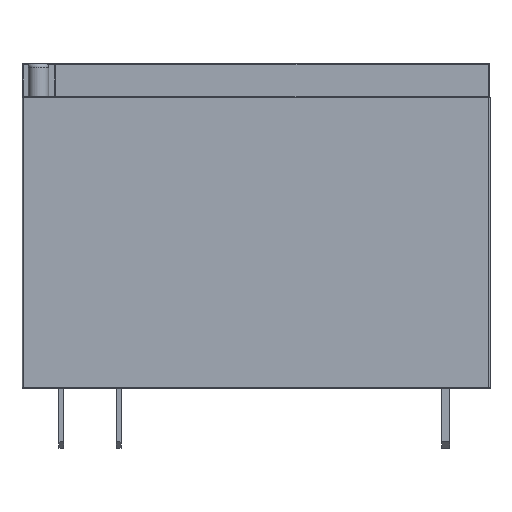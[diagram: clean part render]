
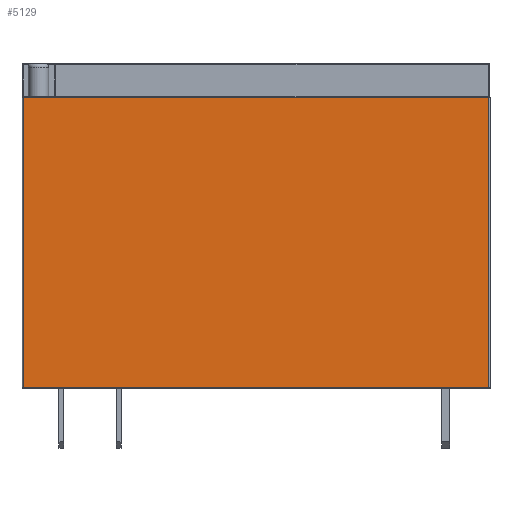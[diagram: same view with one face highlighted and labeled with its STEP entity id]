
A CAD part, front view. The second image highlights one B-rep face of the part: STEP entity #5129.
In plain terms, the highlighted planar face has unit normal (0, -1, 0).
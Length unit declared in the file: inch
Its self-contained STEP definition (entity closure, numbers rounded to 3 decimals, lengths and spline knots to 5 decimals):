
#447=PLANE('',#5577);
#597=FACE_OUTER_BOUND('',#893,.T.);
#893=EDGE_LOOP('',(#3421,#3422,#3423,#3424));
#1175=LINE('',#6789,#1588);
#1189=LINE('',#6839,#1602);
#1203=LINE('',#6970,#1616);
#1204=LINE('',#6972,#1617);
#1588=VECTOR('',#5825,0.3937);
#1602=VECTOR('',#5879,0.3937);
#1616=VECTOR('',#5945,0.3937);
#1617=VECTOR('',#5948,0.3937);
#2083=VERTEX_POINT('',#6776);
#2087=VERTEX_POINT('',#6788);
#2102=VERTEX_POINT('',#6836);
#2103=VERTEX_POINT('',#6838);
#2574=EDGE_CURVE('',#2083,#2087,#1175,.T.);
#2599=EDGE_CURVE('',#2102,#2103,#1189,.T.);
#2636=EDGE_CURVE('',#2083,#2103,#1203,.T.);
#2637=EDGE_CURVE('',#2087,#2102,#1204,.T.);
#3421=ORIENTED_EDGE('',*,*,#2574,.F.);
#3422=ORIENTED_EDGE('',*,*,#2636,.T.);
#3423=ORIENTED_EDGE('',*,*,#2599,.F.);
#3424=ORIENTED_EDGE('',*,*,#2637,.F.);
#5129=ADVANCED_FACE('',(#597),#447,.T.);
#5577=AXIS2_PLACEMENT_3D('',#6971,#5946,#5947);
#5825=DIRECTION('',(-1.,0.,0.));
#5879=DIRECTION('',(1.,0.,0.));
#5945=DIRECTION('',(0.,0.,1.));
#5946=DIRECTION('center_axis',(0.,-1.,0.));
#5947=DIRECTION('ref_axis',(1.,0.,0.));
#5948=DIRECTION('',(0.,0.,1.));
#6776=CARTESIAN_POINT('',(0.55906,-0.25197,0.01772));
#6788=CARTESIAN_POINT('',(-0.55906,-0.25197,0.01772));
#6789=CARTESIAN_POINT('',(-0.27953,-0.25197,0.01772));
#6836=CARTESIAN_POINT('',(-0.55906,-0.25197,0.7185));
#6838=CARTESIAN_POINT('',(0.55906,-0.25197,0.7185));
#6839=CARTESIAN_POINT('',(-0.27953,-0.25197,0.7185));
#6970=CARTESIAN_POINT('',(0.55906,-0.25197,0.));
#6971=CARTESIAN_POINT('Origin',(-0.55906,-0.25197,0.));
#6972=CARTESIAN_POINT('',(-0.55906,-0.25197,0.));
